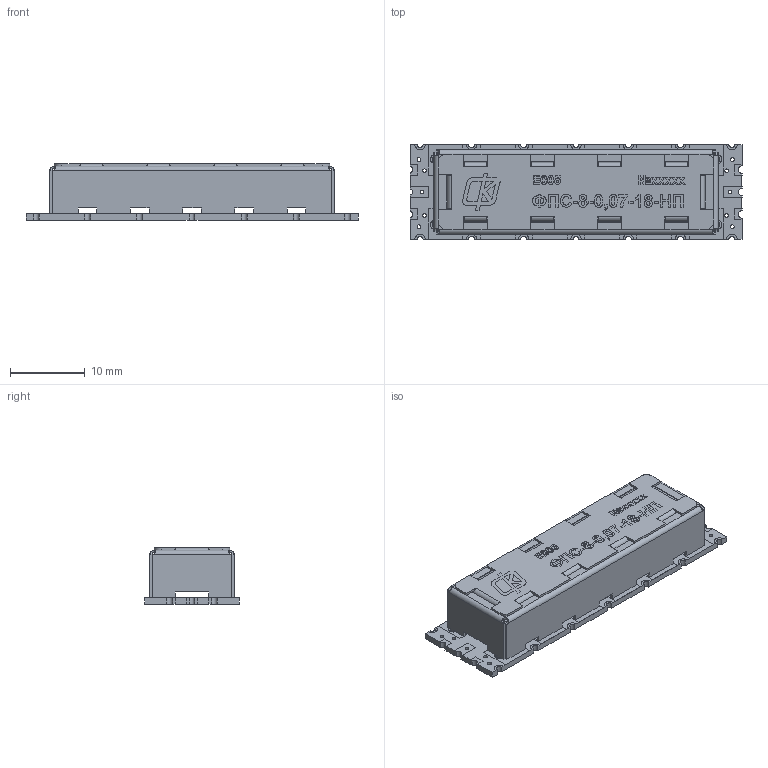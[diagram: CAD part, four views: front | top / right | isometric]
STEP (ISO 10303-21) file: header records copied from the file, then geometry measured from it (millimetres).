
FILE_DESCRIPTION(('STEP AP203'), '1');
FILE_NAME('ÍØÁÀ.468824.045_Ôèëüòð ÔÏÑ-8-0,07-18-ÍÏ', '', ('UNSPECIFIED'), ('UNSPECIFIED'), 'ASCON STEP Converter 1.6', 'ASCON Math Kernel', '');
FILE_SCHEMA(('CONFIG_CONTROL_DESIGN'));
Length unit declared in the file: millimetre
Products named in the file (1): НШБА.468824.045_Фильтр ФПС-8-0,07-18-НП
Bounding box: 44.5 x 12.7 x 7.51 mm (x, y, z)
Volume: 777.4 mm3; surface area: 3391.8 mm2
Topology: 1 solids, 1 shells, 1308 faces, 3565 edges, 2316 vertices
Faces by surface type: plane 1025, cylinder 149, bspline 134
Full cylindrical faces by diameter (mm): 0.5 x41, 0.8 x4
Entity records: 66615 total; most frequent: CARTESIAN_POINT 23897, ORIENTED_EDGE 7040, DIRECTION 5780, EDGE_CURVE 3520, LINE 2834, VECTOR 2834, VERTEX_POINT 2316, EDGE_LOOP 1558
